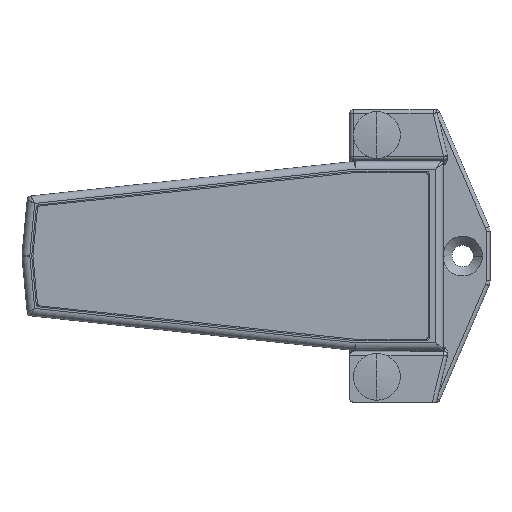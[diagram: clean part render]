
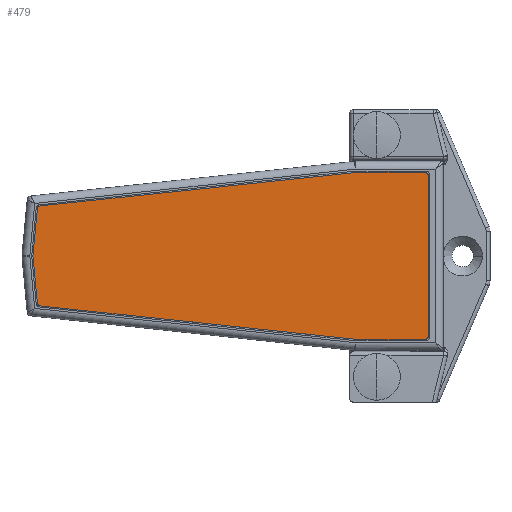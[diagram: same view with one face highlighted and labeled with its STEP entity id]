
A CAD part, top view. The second image highlights one B-rep face of the part: STEP entity #479.
In plain terms, the highlighted planar face has unit normal (0, 0, 1).
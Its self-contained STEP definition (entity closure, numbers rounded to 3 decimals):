
#216 = EDGE_CURVE ( 'NONE', #4357, #3802, #5141, .T. ) ;
#398 = EDGE_CURVE ( 'NONE', #3695, #3741, #1581, .T. ) ;
#403 = EDGE_CURVE ( 'NONE', #3642, #3807, #1587, .T. ) ;
#441 = EDGE_CURVE ( 'NONE', #3770, #4367, #3358, .T. ) ;
#442 = EDGE_CURVE ( 'NONE', #3734, #3639, #3359, .T. ) ;
#479 = ADVANCED_FACE ( 'NONE', ( #3375 ), #4425, .F. ) ;
#1251 = ORIENTED_EDGE ( 'NONE', *, *, #4755, .T. ) ;
#1286 = ORIENTED_EDGE ( 'NONE', *, *, #4759, .T. ) ;
#1304 = ORIENTED_EDGE ( 'NONE', *, *, #4667, .T. ) ;
#1306 = ORIENTED_EDGE ( 'NONE', *, *, #442, .T. ) ;
#1309 = ORIENTED_EDGE ( 'NONE', *, *, #398, .T. ) ;
#1581 = CIRCLE ( 'NONE', #6996, 1. ) ;
#1587 = CIRCLE ( 'NONE', #6914, 1. ) ;
#1846 = LINE ( 'NONE', #2343, #1855 ) ;
#1855 = VECTOR ( 'NONE', #3928, 1000. ) ;
#1880 = LINE ( 'NONE', #3983, #1883 ) ;
#1883 = VECTOR ( 'NONE', #3984, 1000. ) ;
#1884 = LINE ( 'NONE', #3992, #1886 ) ;
#1886 = VECTOR ( 'NONE', #3985, 1000. ) ;
#1937 = LINE ( 'NONE', #4078, #1940 ) ;
#1940 = VECTOR ( 'NONE', #4074, 1000. ) ;
#1945 = LINE ( 'NONE', #4087, #1947 ) ;
#1947 = VECTOR ( 'NONE', #4088, 1000. ) ;
#1967 = LINE ( 'NONE', #4132, #1970 ) ;
#1970 = VECTOR ( 'NONE', #4133, 1000. ) ;
#2004 = CIRCLE ( 'NONE', #2542, 2. ) ;
#2008 = LINE ( 'NONE', #4215, #2011 ) ;
#2011 = VECTOR ( 'NONE', #4216, 1000. ) ;
#2012 = CIRCLE ( 'NONE', #2538, 2. ) ;
#2343 = CARTESIAN_POINT ( 'NONE',  ( 18., 21.45, 2. ) ) ;
#2538 = AXIS2_PLACEMENT_3D ( 'NONE', #4227, #4228, #4229 ) ;
#2542 = AXIS2_PLACEMENT_3D ( 'NONE', #4210, #4211, #4212 ) ;
#2602 = DIRECTION ( 'NONE',  ( 0., 0., 1. ) ) ;
#2610 = CARTESIAN_POINT ( 'NONE',  ( 1., 20.45, 2. ) ) ;
#2615 = DIRECTION ( 'NONE',  ( -1., 0., 0. ) ) ;
#3358 = CIRCLE ( 'NONE', #6971, 1. ) ;
#3359 = CIRCLE ( 'NONE', #6823, 2. ) ;
#3375 = FACE_OUTER_BOUND ( 'NONE', #6335, .T. ) ;
#3639 = VERTEX_POINT ( 'NONE', #5883 ) ;
#3642 = VERTEX_POINT ( 'NONE', #5882 ) ;
#3695 = VERTEX_POINT ( 'NONE', #5893 ) ;
#3700 = VERTEX_POINT ( 'NONE', #5900 ) ;
#3734 = VERTEX_POINT ( 'NONE', #5934 ) ;
#3741 = VERTEX_POINT ( 'NONE', #5941 ) ;
#3755 = VERTEX_POINT ( 'NONE', #5955 ) ;
#3770 = VERTEX_POINT ( 'NONE', #5970 ) ;
#3802 = VERTEX_POINT ( 'NONE', #6002 ) ;
#3807 = VERTEX_POINT ( 'NONE', #6007 ) ;
#3902 = VERTEX_POINT ( 'NONE', #6024 ) ;
#3928 = DIRECTION ( 'NONE',  ( -0.994, 0.105, 0. ) ) ;
#3983 = CARTESIAN_POINT ( 'NONE',  ( 100.2, -12.75, 2. ) ) ;
#3984 = DIRECTION ( 'NONE',  ( 0.094, 0.996, 0. ) ) ;
#3985 = DIRECTION ( 'NONE',  ( 1., 0., 0. ) ) ;
#3992 = CARTESIAN_POINT ( 'NONE',  ( 0., -21.45, 2. ) ) ;
#4074 = DIRECTION ( 'NONE',  ( 0., -1., 0. ) ) ;
#4078 = CARTESIAN_POINT ( 'NONE',  ( 0., 21.45, 2. ) ) ;
#4087 = CARTESIAN_POINT ( 'NONE',  ( 0., 21.45, 2. ) ) ;
#4088 = DIRECTION ( 'NONE',  ( -1., 0., 0. ) ) ;
#4132 = CARTESIAN_POINT ( 'NONE',  ( 100.2, 12.75, 2. ) ) ;
#4133 = DIRECTION ( 'NONE',  ( -0.094, 0.996, 0. ) ) ;
#4210 = CARTESIAN_POINT ( 'NONE',  ( 17.894, 19.45, 2. ) ) ;
#4211 = DIRECTION ( 'NONE',  ( 0., 0., 1. ) ) ;
#4212 = DIRECTION ( 'NONE',  ( -1., 0., 0. ) ) ;
#4215 = CARTESIAN_POINT ( 'NONE',  ( 18., -21.45, 2. ) ) ;
#4216 = DIRECTION ( 'NONE',  ( 0.994, 0.105, 0. ) ) ;
#4227 = CARTESIAN_POINT ( 'NONE',  ( 99.391, 0., 2. ) ) ;
#4228 = DIRECTION ( 'NONE',  ( 0., 0., 1. ) ) ;
#4229 = DIRECTION ( 'NONE',  ( -1., 0., 0. ) ) ;
#4357 = VERTEX_POINT ( 'NONE', #6030 ) ;
#4367 = VERTEX_POINT ( 'NONE', #6041 ) ;
#4369 = VERTEX_POINT ( 'NONE', #6043 ) ;
#4395 = CARTESIAN_POINT ( 'NONE',  ( 1., -20.45, 2. ) ) ;
#4396 = DIRECTION ( 'NONE',  ( 0., 0., 1. ) ) ;
#4397 = DIRECTION ( 'NONE',  ( -1., 0., 0. ) ) ;
#4399 = CARTESIAN_POINT ( 'NONE',  ( 17.894, -19.45, 2. ) ) ;
#4400 = DIRECTION ( 'NONE',  ( 0., 0., 1. ) ) ;
#4401 = DIRECTION ( 'NONE',  ( -1., 0., 0. ) ) ;
#4421 = CARTESIAN_POINT ( 'NONE',  ( 0., 0., 2. ) ) ;
#4425 = PLANE ( 'NONE',  #6832 ) ;
#4429 = DIRECTION ( 'NONE',  ( 0., 0., -1. ) ) ;
#4430 = DIRECTION ( 'NONE',  ( -1., 0., 0. ) ) ;
#4646 = EDGE_CURVE ( 'NONE', #3807, #3755, #1846, .T. ) ;
#4667 = EDGE_CURVE ( 'NONE', #3741, #3902, #1880, .T. ) ;
#4670 = EDGE_CURVE ( 'NONE', #4367, #3734, #1884, .T. ) ;
#4705 = EDGE_CURVE ( 'NONE', #3802, #3770, #1937, .T. ) ;
#4710 = EDGE_CURVE ( 'NONE', #4369, #4357, #1945, .T. ) ;
#4725 = EDGE_CURVE ( 'NONE', #3700, #3642, #1967, .T. ) ;
#4752 = EDGE_CURVE ( 'NONE', #3755, #4369, #2004, .T. ) ;
#4755 = EDGE_CURVE ( 'NONE', #3639, #3695, #2008, .T. ) ;
#4759 = EDGE_CURVE ( 'NONE', #3902, #3700, #2012, .T. ) ;
#5063 = ORIENTED_EDGE ( 'NONE', *, *, #4725, .T. ) ;
#5070 = ORIENTED_EDGE ( 'NONE', *, *, #4705, .T. ) ;
#5071 = ORIENTED_EDGE ( 'NONE', *, *, #403, .T. ) ;
#5072 = ORIENTED_EDGE ( 'NONE', *, *, #4752, .T. ) ;
#5073 = ORIENTED_EDGE ( 'NONE', *, *, #4710, .T. ) ;
#5074 = ORIENTED_EDGE ( 'NONE', *, *, #4646, .T. ) ;
#5075 = ORIENTED_EDGE ( 'NONE', *, *, #216, .T. ) ;
#5076 = ORIENTED_EDGE ( 'NONE', *, *, #4670, .T. ) ;
#5078 = ORIENTED_EDGE ( 'NONE', *, *, #441, .T. ) ;
#5141 = CIRCLE ( 'NONE', #7005, 1. ) ;
#5882 = CARTESIAN_POINT ( 'NONE',  ( 100.277, 11.935, 2. ) ) ;
#5883 = CARTESIAN_POINT ( 'NONE',  ( 18.105, -21.439, 2. ) ) ;
#5893 = CARTESIAN_POINT ( 'NONE',  ( 99.386, -12.836, 2. ) ) ;
#5900 = CARTESIAN_POINT ( 'NONE',  ( 101.382, 0.187, 2. ) ) ;
#5934 = CARTESIAN_POINT ( 'NONE',  ( 17.894, -21.45, 2. ) ) ;
#5941 = CARTESIAN_POINT ( 'NONE',  ( 100.277, -11.935, 2. ) ) ;
#5955 = CARTESIAN_POINT ( 'NONE',  ( 18.105, 21.439, 2. ) ) ;
#5970 = CARTESIAN_POINT ( 'NONE',  ( 0., -20.45, 2. ) ) ;
#6002 = CARTESIAN_POINT ( 'NONE',  ( 0., 20.45, 2. ) ) ;
#6007 = CARTESIAN_POINT ( 'NONE',  ( 99.386, 12.836, 2. ) ) ;
#6024 = CARTESIAN_POINT ( 'NONE',  ( 101.382, -0.187, 2. ) ) ;
#6030 = CARTESIAN_POINT ( 'NONE',  ( 1., 21.45, 2. ) ) ;
#6041 = CARTESIAN_POINT ( 'NONE',  ( 1., -21.45, 2. ) ) ;
#6043 = CARTESIAN_POINT ( 'NONE',  ( 17.894, 21.45, 2. ) ) ;
#6235 = CARTESIAN_POINT ( 'NONE',  ( 99.281, -11.842, 2. ) ) ;
#6236 = DIRECTION ( 'NONE',  ( 0., 0., 1. ) ) ;
#6237 = DIRECTION ( 'NONE',  ( -1., 0., 0. ) ) ;
#6248 = CARTESIAN_POINT ( 'NONE',  ( 99.281, 11.842, 2. ) ) ;
#6249 = DIRECTION ( 'NONE',  ( 0., 0., 1. ) ) ;
#6250 = DIRECTION ( 'NONE',  ( -1., 0., 0. ) ) ;
#6335 = EDGE_LOOP ( 'NONE', ( #5063, #5071, #5074, #5072, #5073, #5075, #5070, #5078, #5076, #1306, #1251, #1309, #1304, #1286 ) ) ;
#6823 = AXIS2_PLACEMENT_3D ( 'NONE', #4399, #4400, #4401 ) ;
#6832 = AXIS2_PLACEMENT_3D ( 'NONE', #4421, #4429, #4430 ) ;
#6914 = AXIS2_PLACEMENT_3D ( 'NONE', #6248, #6249, #6250 ) ;
#6971 = AXIS2_PLACEMENT_3D ( 'NONE', #4395, #4396, #4397 ) ;
#6996 = AXIS2_PLACEMENT_3D ( 'NONE', #6235, #6236, #6237 ) ;
#7005 = AXIS2_PLACEMENT_3D ( 'NONE', #2610, #2602, #2615 ) ;
